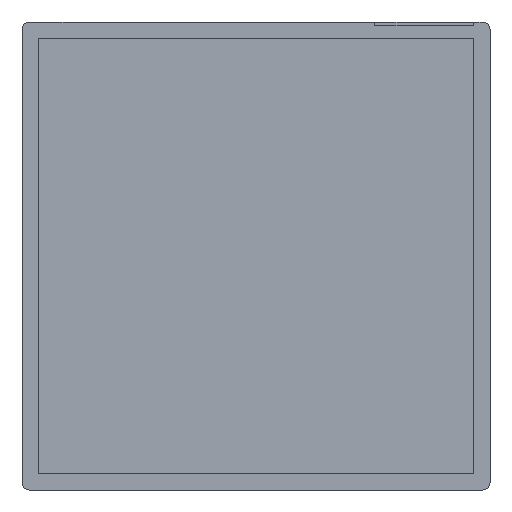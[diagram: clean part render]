
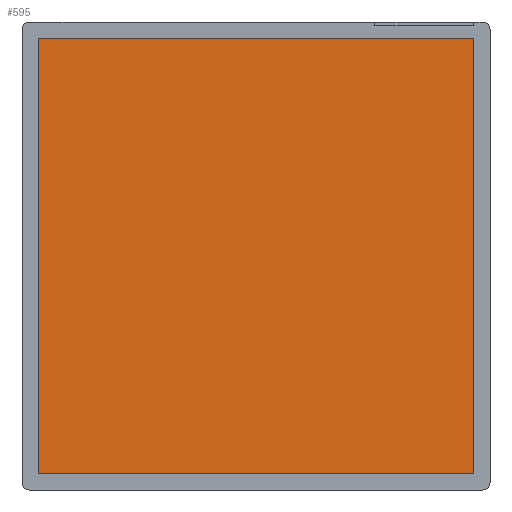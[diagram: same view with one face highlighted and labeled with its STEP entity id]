
A CAD part, front view. The second image highlights one B-rep face of the part: STEP entity #595.
In plain terms, the highlighted planar face has unit normal (0, -1, 0).
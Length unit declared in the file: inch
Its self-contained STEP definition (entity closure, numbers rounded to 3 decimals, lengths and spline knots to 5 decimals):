
#66=FACE_OUTER_BOUND('',#100,.T.);
#100=EDGE_LOOP('',(#471,#472,#473,#474));
#161=LINE('',#927,#225);
#164=LINE('',#933,#228);
#167=LINE('',#939,#231);
#170=LINE('',#943,#234);
#225=VECTOR('',#746,0.55);
#228=VECTOR('',#751,0.55);
#231=VECTOR('',#756,0.55);
#234=VECTOR('',#761,0.55);
#277=VERTEX_POINT('',#924);
#278=VERTEX_POINT('',#926);
#280=VERTEX_POINT('',#932);
#282=VERTEX_POINT('',#938);
#345=EDGE_CURVE('',#278,#277,#161,.T.);
#348=EDGE_CURVE('',#280,#278,#164,.T.);
#351=EDGE_CURVE('',#282,#280,#167,.T.);
#354=EDGE_CURVE('',#277,#282,#170,.T.);
#471=ORIENTED_EDGE('',*,*,#351,.T.);
#472=ORIENTED_EDGE('',*,*,#348,.T.);
#473=ORIENTED_EDGE('',*,*,#345,.T.);
#474=ORIENTED_EDGE('',*,*,#354,.T.);
#570=PLANE('',#633);
#595=ADVANCED_FACE('',(#66),#570,.F.);
#633=AXIS2_PLACEMENT_3D('',#944,#762,#763);
#746=DIRECTION('',(-1.,0.,0.));
#751=DIRECTION('',(0.,0.,1.));
#756=DIRECTION('',(1.,0.,0.));
#761=DIRECTION('',(0.,0.,-1.));
#762=DIRECTION('center_axis',(0.,1.,0.));
#763=DIRECTION('ref_axis',(0.,0.,1.));
#924=CARTESIAN_POINT('',(-0.275,0.181,0.275));
#926=CARTESIAN_POINT('',(0.275,0.181,0.275));
#927=CARTESIAN_POINT('',(-0.275,0.181,0.275));
#932=CARTESIAN_POINT('',(0.275,0.181,-0.275));
#933=CARTESIAN_POINT('',(0.275,0.181,0.275));
#938=CARTESIAN_POINT('',(-0.275,0.181,-0.275));
#939=CARTESIAN_POINT('',(0.275,0.181,-0.275));
#943=CARTESIAN_POINT('',(-0.275,0.181,-0.275));
#944=CARTESIAN_POINT('Origin',(0.,0.181,0.));
